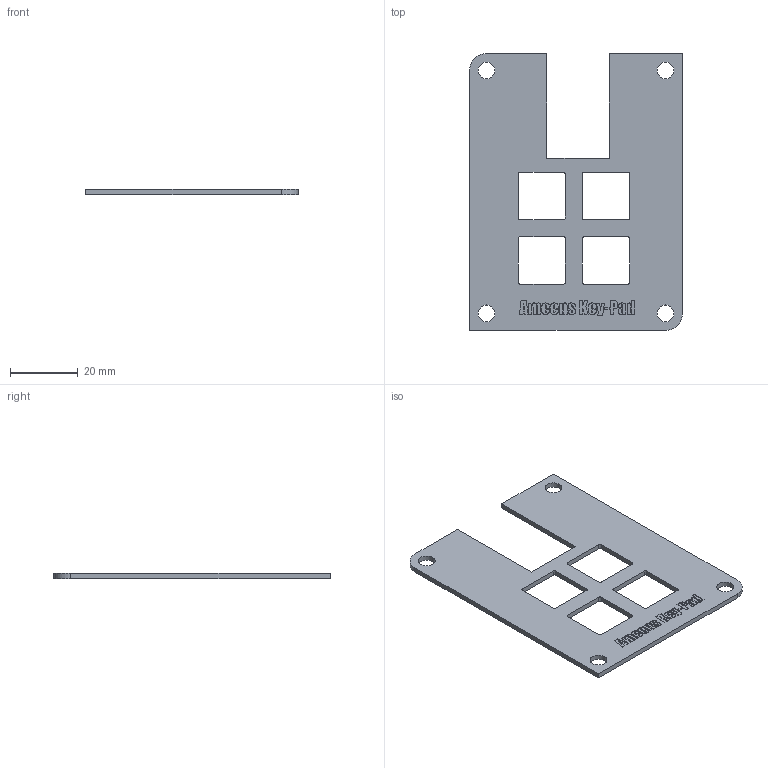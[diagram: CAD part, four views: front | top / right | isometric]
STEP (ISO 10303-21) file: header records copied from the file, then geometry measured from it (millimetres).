
FILE_DESCRIPTION(/* description */ (''),/* implementation_level */ '2;1');
FILE_NAME(/* name */ 'pad top.step',/* time_stamp */ '2025-12-28T14:25:17+05:30',/* author */ (''),/* organization */ (''),/* preprocessor_version */ 'ST-DEVELOPER v20.1',/* originating_system */ 'Autodesk Translation Framework v14.21.0.0',/* authorisation */ '');
FILE_SCHEMA (('AUTOMOTIVE_DESIGN { 1 0 10303 214 3 1 1 }'));
Length unit declared in the file: millimetre
Products named in the file (1): 2025-12-28-13-30-15-251
Bounding box: 63 x 81.9 x 1.5 mm (x, y, z)
Volume: 5554.1 mm3; surface area: 8415.4 mm2
Topology: 1 solids, 1 shells, 364 faces, 1026 edges, 684 vertices
Faces by surface type: bspline 185, plane 157, cylinder 22
Full cylindrical faces by diameter (mm): 5 x4
Entity records: 13469 total; most frequent: CARTESIAN_POINT 5220, ORIENTED_EDGE 2052, DIRECTION 1060, EDGE_CURVE 1026, VERTEX_POINT 684, LINE 612, VECTOR 612, EDGE_LOOP 400
